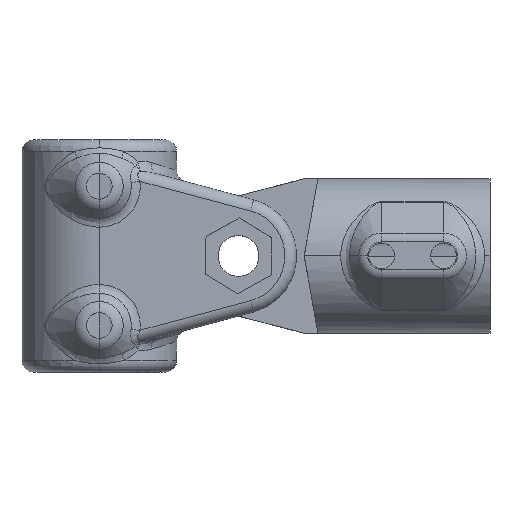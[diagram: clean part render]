
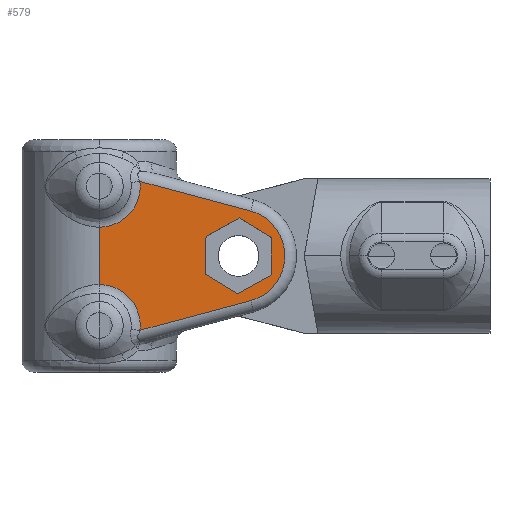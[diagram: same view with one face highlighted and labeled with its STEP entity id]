
A CAD part, top view. The second image highlights one B-rep face of the part: STEP entity #579.
In plain terms, the highlighted planar face has unit normal (0, 0, 1).
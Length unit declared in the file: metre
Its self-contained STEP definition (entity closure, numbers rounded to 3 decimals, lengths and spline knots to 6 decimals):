
#6 = PLANE ( 'NONE',  #1731 ) ;
#8 = EDGE_CURVE ( 'NONE', #2727, #387, #1588, .T. ) ;
#78 = LINE ( 'NONE', #724, #2199 ) ;
#90 = LINE ( 'NONE', #4052, #2975 ) ;
#167 = EDGE_CURVE ( 'NONE', #2607, #2177, #4594, .T. ) ;
#183 = VECTOR ( 'NONE', #431, 1. ) ;
#299 = ORIENTED_EDGE ( 'NONE', *, *, #4089, .T. ) ;
#334 = AXIS2_PLACEMENT_3D ( 'NONE', #399, #4323, #1087 ) ;
#358 = CARTESIAN_POINT ( 'NONE',  ( -0.020644, 0.002399, 0.02 ) ) ;
#387 = VERTEX_POINT ( 'NONE', #1651 ) ;
#399 = CARTESIAN_POINT ( 'NONE',  ( 0., 0.012, 0.02 ) ) ;
#431 = DIRECTION ( 'NONE',  ( 0.966, 0.259, 0. ) ) ;
#491 = DIRECTION ( 'NONE',  ( -0.021, -1., 0. ) ) ;
#495 = CARTESIAN_POINT ( 'NONE',  ( 0.035792, 0.020187, 0.02 ) ) ;
#537 = LINE ( 'NONE', #1957, #4336 ) ;
#579 = ADVANCED_FACE ( 'NONE', ( #3266, #3245 ), #6, .F. ) ;
#686 = EDGE_LOOP ( 'NONE', ( #2579, #4550, #4024, #299, #3211, #3370 ) ) ;
#724 = CARTESIAN_POINT ( 'NONE',  ( 0.012739, 0.054033, 0.02 ) ) ;
#732 = DIRECTION ( 'NONE',  ( 0., 1., 0. ) ) ;
#785 = DIRECTION ( 'NONE',  ( 0.855, -0.518, 0. ) ) ;
#854 = DIRECTION ( 'NONE',  ( 0.021, 1., 0. ) ) ;
#983 = VERTEX_POINT ( 'NONE', #2184 ) ;
#1085 = CARTESIAN_POINT ( 'NONE',  ( 0.00393, 0.039494, 0.02 ) ) ;
#1087 = DIRECTION ( 'NONE',  ( 0., 1., 0. ) ) ;
#1174 = CARTESIAN_POINT ( 'NONE',  ( 0.027398, 0.025274, 0.02 ) ) ;
#1327 = DIRECTION ( 'NONE',  ( 0.876, 0.482, 0. ) ) ;
#1347 = CARTESIAN_POINT ( 'NONE',  ( -0.023769, 0.006858, 0.02 ) ) ;
#1382 = CIRCLE ( 'NONE', #334, 0.010594 ) ;
#1447 = DIRECTION ( 'NONE',  ( -0.876, -0.482, 0. ) ) ;
#1467 = DIRECTION ( 'NONE',  ( 0., 0., 1. ) ) ;
#1518 = DIRECTION ( 'NONE',  ( 0., 1., 0. ) ) ;
#1527 = AXIS2_PLACEMENT_3D ( 'NONE', #2248, #3720, #1537 ) ;
#1537 = DIRECTION ( 'NONE',  ( 0., 1., 0. ) ) ;
#1575 = VERTEX_POINT ( 'NONE', #1174 ) ;
#1579 = EDGE_CURVE ( 'NONE', #2338, #2125, #1382, .T. ) ;
#1588 = CIRCLE ( 'NONE', #2040, 0.012 ) ;
#1605 = ORIENTED_EDGE ( 'NONE', *, *, #3272, .T. ) ;
#1651 = CARTESIAN_POINT ( 'NONE',  ( 0.039106, 0.041591, 0.02 ) ) ;
#1731 = AXIS2_PLACEMENT_3D ( 'NONE', #2138, #2205, #3666 ) ;
#1906 = VECTOR ( 'NONE', #854, 1. ) ;
#1927 = LINE ( 'NONE', #2724, #1906 ) ;
#1957 = CARTESIAN_POINT ( 'NONE',  ( 0.043838, -0.001352, 0.02 ) ) ;
#2009 = CARTESIAN_POINT ( 'NONE',  ( 0., 0.06, 0.02 ) ) ;
#2030 = VERTEX_POINT ( 'NONE', #495 ) ;
#2040 = AXIS2_PLACEMENT_3D ( 'NONE', #2513, #1467, #732 ) ;
#2072 = LINE ( 'NONE', #1085, #3209 ) ;
#2085 = CARTESIAN_POINT ( 'NONE',  ( 0.01052, 0.010749, 0.02 ) ) ;
#2125 = VERTEX_POINT ( 'NONE', #2085 ) ;
#2138 = CARTESIAN_POINT ( 'NONE',  ( -0.020001, 0., 0.02 ) ) ;
#2146 = LINE ( 'NONE', #358, #183 ) ;
#2177 = VERTEX_POINT ( 'NONE', #4067 ) ;
#2184 = CARTESIAN_POINT ( 'NONE',  ( 0.044602, 0.034726, 0.02 ) ) ;
#2199 = VECTOR ( 'NONE', #785, 1. ) ;
#2205 = DIRECTION ( 'NONE',  ( 0., 0., -1. ) ) ;
#2235 = EDGE_CURVE ( 'NONE', #1575, #2607, #1927, .T. ) ;
#2248 = CARTESIAN_POINT ( 'NONE',  ( 0., 0.048, 0.02 ) ) ;
#2314 = VERTEX_POINT ( 'NONE', #2743 ) ;
#2316 = CARTESIAN_POINT ( 'NONE',  ( 0., 0.022594, 0.02 ) ) ;
#2323 = DIRECTION ( 'NONE',  ( -0.966, 0.259, 0. ) ) ;
#2327 = CARTESIAN_POINT ( 'NONE',  ( 0.044394, 0.024914, 0.02 ) ) ;
#2338 = VERTEX_POINT ( 'NONE', #2316 ) ;
#2417 = EDGE_LOOP ( 'NONE', ( #4422, #4026, #3256, #3681, #1605, #4216 ) ) ;
#2428 = CARTESIAN_POINT ( 'NONE',  ( 0.027606, 0.035086, 0.02 ) ) ;
#2513 = CARTESIAN_POINT ( 'NONE',  ( 0.036, 0.03, 0.02 ) ) ;
#2523 = LINE ( 'NONE', #2874, #2666 ) ;
#2579 = ORIENTED_EDGE ( 'NONE', *, *, #2235, .T. ) ;
#2607 = VERTEX_POINT ( 'NONE', #2428 ) ;
#2666 = VECTOR ( 'NONE', #1447, 1. ) ;
#2724 = CARTESIAN_POINT ( 'NONE',  ( 0.026842, -0.000992, 0.02 ) ) ;
#2727 = VERTEX_POINT ( 'NONE', #3289 ) ;
#2734 = EDGE_CURVE ( 'NONE', #3063, #2030, #2523, .T. ) ;
#2743 = CARTESIAN_POINT ( 'NONE',  ( 0.01052, 0.049251, 0.02 ) ) ;
#2874 = CARTESIAN_POINT ( 'NONE',  ( -0.015583, -0.008041, 0.02 ) ) ;
#2975 = VECTOR ( 'NONE', #2323, 1. ) ;
#3063 = VERTEX_POINT ( 'NONE', #2327 ) ;
#3132 = CARTESIAN_POINT ( 'NONE',  ( 0., 0.037406, 0.02 ) ) ;
#3209 = VECTOR ( 'NONE', #4388, 1. ) ;
#3211 = ORIENTED_EDGE ( 'NONE', *, *, #2734, .T. ) ;
#3245 = FACE_OUTER_BOUND ( 'NONE', #2417, .T. ) ;
#3256 = ORIENTED_EDGE ( 'NONE', *, *, #3753, .F. ) ;
#3265 = EDGE_CURVE ( 'NONE', #2177, #983, #78, .T. ) ;
#3266 = FACE_BOUND ( 'NONE', #686, .T. ) ;
#3272 = EDGE_CURVE ( 'NONE', #2125, #2727, #2146, .T. ) ;
#3289 = CARTESIAN_POINT ( 'NONE',  ( 0.039106, 0.018409, 0.02 ) ) ;
#3370 = ORIENTED_EDGE ( 'NONE', *, *, #3584, .T. ) ;
#3567 = VERTEX_POINT ( 'NONE', #3132 ) ;
#3584 = EDGE_CURVE ( 'NONE', #2030, #1575, #2072, .T. ) ;
#3592 = CIRCLE ( 'NONE', #1527, 0.010594 ) ;
#3666 = DIRECTION ( 'NONE',  ( 0., 1., 0. ) ) ;
#3681 = ORIENTED_EDGE ( 'NONE', *, *, #1579, .T. ) ;
#3720 = DIRECTION ( 'NONE',  ( 0., 0., -1. ) ) ;
#3753 = EDGE_CURVE ( 'NONE', #2338, #3567, #4413, .T. ) ;
#3801 = VECTOR ( 'NONE', #1518, 1. ) ;
#4024 = ORIENTED_EDGE ( 'NONE', *, *, #3265, .T. ) ;
#4026 = ORIENTED_EDGE ( 'NONE', *, *, #4061, .T. ) ;
#4035 = EDGE_CURVE ( 'NONE', #387, #2314, #90, .T. ) ;
#4052 = CARTESIAN_POINT ( 'NONE',  ( -0.005644, 0.053582, 0.02 ) ) ;
#4061 = EDGE_CURVE ( 'NONE', #2314, #3567, #3592, .T. ) ;
#4067 = CARTESIAN_POINT ( 'NONE',  ( 0.036208, 0.039813, 0.02 ) ) ;
#4089 = EDGE_CURVE ( 'NONE', #983, #3063, #537, .T. ) ;
#4161 = VECTOR ( 'NONE', #1327, 1. ) ;
#4216 = ORIENTED_EDGE ( 'NONE', *, *, #8, .T. ) ;
#4323 = DIRECTION ( 'NONE',  ( 0., 0., -1. ) ) ;
#4336 = VECTOR ( 'NONE', #491, 1. ) ;
#4388 = DIRECTION ( 'NONE',  ( -0.855, 0.518, 0. ) ) ;
#4413 = LINE ( 'NONE', #2009, #3801 ) ;
#4422 = ORIENTED_EDGE ( 'NONE', *, *, #4035, .T. ) ;
#4550 = ORIENTED_EDGE ( 'NONE', *, *, #167, .T. ) ;
#4594 = LINE ( 'NONE', #1347, #4161 ) ;
